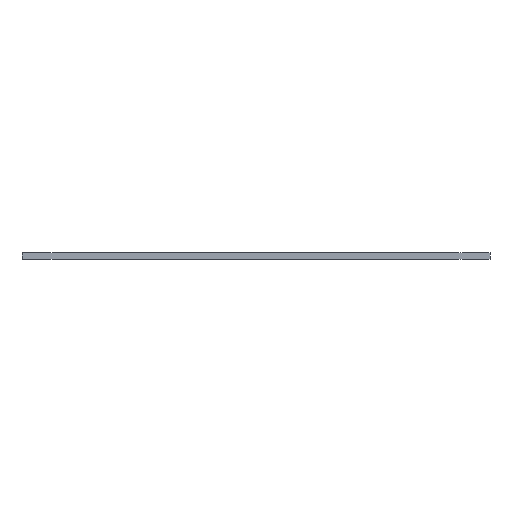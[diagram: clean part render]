
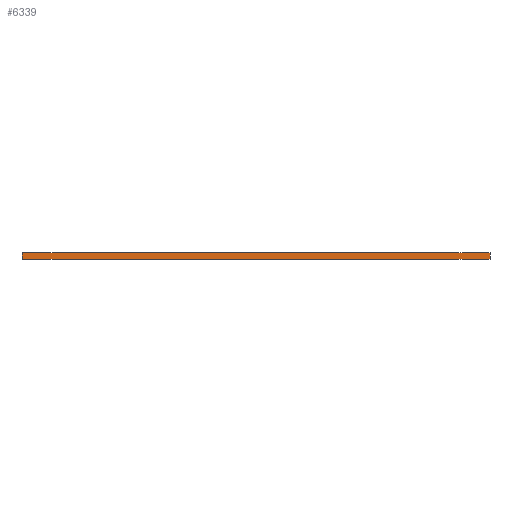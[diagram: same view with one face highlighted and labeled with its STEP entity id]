
A CAD part, front view. The second image highlights one B-rep face of the part: STEP entity #6339.
In plain terms, the highlighted planar face has unit normal (0, -1, 0).
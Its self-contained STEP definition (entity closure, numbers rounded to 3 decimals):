
#32 = PLANE('',#33);
#33 = AXIS2_PLACEMENT_3D('',#34,#35,#36);
#34 = CARTESIAN_POINT('',(202.,166.299,0.));
#35 = DIRECTION('',(-0.,-0.,-1.));
#36 = DIRECTION('',(-1.,0.,0.));
#973 = VERTEX_POINT('',#974);
#974 = CARTESIAN_POINT('',(-0.,0.,0.));
#990 = PLANE('',#991);
#991 = AXIS2_PLACEMENT_3D('',#992,#993,#994);
#992 = CARTESIAN_POINT('',(0.,0.,0.));
#993 = DIRECTION('',(-1.,0.,0.));
#994 = DIRECTION('',(0.,1.,0.));
#2151 = VERTEX_POINT('',#2152);
#2152 = CARTESIAN_POINT('',(404.,0.,0.));
#2166 = PLANE('',#2167);
#2167 = AXIS2_PLACEMENT_3D('',#2168,#2169,#2170);
#2168 = CARTESIAN_POINT('',(404.,0.,0.));
#2169 = DIRECTION('',(1.,0.,0.));
#2170 = DIRECTION('',(0.,-1.,-0.));
#2178 = EDGE_CURVE('',#2151,#973,#2179,.T.);
#2179 = SURFACE_CURVE('',#2180,(#2184,#2191),.PCURVE_S1.);
#2180 = LINE('',#2181,#2182);
#2181 = CARTESIAN_POINT('',(404.,0.,0.));
#2182 = VECTOR('',#2183,1.);
#2183 = DIRECTION('',(-1.,0.,0.));
#2184 = PCURVE('',#32,#2185);
#2185 = DEFINITIONAL_REPRESENTATION('',(#2186),#2190);
#2186 = LINE('',#2187,#2188);
#2187 = CARTESIAN_POINT('',(-202.,-166.299));
#2188 = VECTOR('',#2189,1.);
#2189 = DIRECTION('',(1.,0.));
#2190 = ( GEOMETRIC_REPRESENTATION_CONTEXT(2) 
PARAMETRIC_REPRESENTATION_CONTEXT() REPRESENTATION_CONTEXT('2D SPACE',''
  ) );
#2191 = PCURVE('',#2192,#2197);
#2192 = PLANE('',#2193);
#2193 = AXIS2_PLACEMENT_3D('',#2194,#2195,#2196);
#2194 = CARTESIAN_POINT('',(202.,0.,3.));
#2195 = DIRECTION('',(0.,-1.,-0.));
#2196 = DIRECTION('',(-1.,0.,0.));
#2197 = DEFINITIONAL_REPRESENTATION('',(#2198),#2202);
#2198 = LINE('',#2199,#2200);
#2199 = CARTESIAN_POINT('',(-202.,3.));
#2200 = VECTOR('',#2201,1.);
#2201 = DIRECTION('',(1.,0.));
#2202 = ( GEOMETRIC_REPRESENTATION_CONTEXT(2) 
PARAMETRIC_REPRESENTATION_CONTEXT() REPRESENTATION_CONTEXT('2D SPACE',''
  ) );
#2633 = PLANE('',#2634);
#2634 = AXIS2_PLACEMENT_3D('',#2635,#2636,#2637);
#2635 = CARTESIAN_POINT('',(202.,166.299,6.));
#2636 = DIRECTION('',(0.,0.,1.));
#2637 = DIRECTION('',(1.,0.,0.));
#4214 = EDGE_CURVE('',#973,#4215,#4217,.T.);
#4215 = VERTEX_POINT('',#4216);
#4216 = CARTESIAN_POINT('',(-0.,0.,6.));
#4217 = SURFACE_CURVE('',#4218,(#4222,#4229),.PCURVE_S1.);
#4218 = LINE('',#4219,#4220);
#4219 = CARTESIAN_POINT('',(0.,0.,0.));
#4220 = VECTOR('',#4221,1.);
#4221 = DIRECTION('',(0.,0.,1.));
#4222 = PCURVE('',#990,#4223);
#4223 = DEFINITIONAL_REPRESENTATION('',(#4224),#4228);
#4224 = LINE('',#4225,#4226);
#4225 = CARTESIAN_POINT('',(0.,0.));
#4226 = VECTOR('',#4227,1.);
#4227 = DIRECTION('',(0.,-1.));
#4228 = ( GEOMETRIC_REPRESENTATION_CONTEXT(2) 
PARAMETRIC_REPRESENTATION_CONTEXT() REPRESENTATION_CONTEXT('2D SPACE',''
  ) );
#4229 = PCURVE('',#2192,#4230);
#4230 = DEFINITIONAL_REPRESENTATION('',(#4231),#4235);
#4231 = LINE('',#4232,#4233);
#4232 = CARTESIAN_POINT('',(202.,3.));
#4233 = VECTOR('',#4234,1.);
#4234 = DIRECTION('',(0.,-1.));
#4235 = ( GEOMETRIC_REPRESENTATION_CONTEXT(2) 
PARAMETRIC_REPRESENTATION_CONTEXT() REPRESENTATION_CONTEXT('2D SPACE',''
  ) );
#6294 = EDGE_CURVE('',#2151,#6295,#6297,.T.);
#6295 = VERTEX_POINT('',#6296);
#6296 = CARTESIAN_POINT('',(404.,0.,6.));
#6297 = SURFACE_CURVE('',#6298,(#6302,#6309),.PCURVE_S1.);
#6298 = LINE('',#6299,#6300);
#6299 = CARTESIAN_POINT('',(404.,0.,0.));
#6300 = VECTOR('',#6301,1.);
#6301 = DIRECTION('',(0.,0.,1.));
#6302 = PCURVE('',#2166,#6303);
#6303 = DEFINITIONAL_REPRESENTATION('',(#6304),#6308);
#6304 = LINE('',#6305,#6306);
#6305 = CARTESIAN_POINT('',(-0.,-0.));
#6306 = VECTOR('',#6307,1.);
#6307 = DIRECTION('',(-0.,-1.));
#6308 = ( GEOMETRIC_REPRESENTATION_CONTEXT(2) 
PARAMETRIC_REPRESENTATION_CONTEXT() REPRESENTATION_CONTEXT('2D SPACE',''
  ) );
#6309 = PCURVE('',#2192,#6310);
#6310 = DEFINITIONAL_REPRESENTATION('',(#6311),#6315);
#6311 = LINE('',#6312,#6313);
#6312 = CARTESIAN_POINT('',(-202.,3.));
#6313 = VECTOR('',#6314,1.);
#6314 = DIRECTION('',(0.,-1.));
#6315 = ( GEOMETRIC_REPRESENTATION_CONTEXT(2) 
PARAMETRIC_REPRESENTATION_CONTEXT() REPRESENTATION_CONTEXT('2D SPACE',''
  ) );
#6339 = ADVANCED_FACE('',(#6340),#2192,.T.);
#6340 = FACE_BOUND('',#6341,.T.);
#6341 = EDGE_LOOP('',(#6342,#6343,#6344,#6345));
#6342 = ORIENTED_EDGE('',*,*,#4214,.F.);
#6343 = ORIENTED_EDGE('',*,*,#2178,.F.);
#6344 = ORIENTED_EDGE('',*,*,#6294,.T.);
#6345 = ORIENTED_EDGE('',*,*,#6346,.F.);
#6346 = EDGE_CURVE('',#4215,#6295,#6347,.T.);
#6347 = SURFACE_CURVE('',#6348,(#6352,#6359),.PCURVE_S1.);
#6348 = LINE('',#6349,#6350);
#6349 = CARTESIAN_POINT('',(0.,0.,6.));
#6350 = VECTOR('',#6351,1.);
#6351 = DIRECTION('',(1.,0.,0.));
#6352 = PCURVE('',#2192,#6353);
#6353 = DEFINITIONAL_REPRESENTATION('',(#6354),#6358);
#6354 = LINE('',#6355,#6356);
#6355 = CARTESIAN_POINT('',(202.,-3.));
#6356 = VECTOR('',#6357,1.);
#6357 = DIRECTION('',(-1.,0.));
#6358 = ( GEOMETRIC_REPRESENTATION_CONTEXT(2) 
PARAMETRIC_REPRESENTATION_CONTEXT() REPRESENTATION_CONTEXT('2D SPACE',''
  ) );
#6359 = PCURVE('',#2633,#6360);
#6360 = DEFINITIONAL_REPRESENTATION('',(#6361),#6365);
#6361 = LINE('',#6362,#6363);
#6362 = CARTESIAN_POINT('',(-202.,-166.299));
#6363 = VECTOR('',#6364,1.);
#6364 = DIRECTION('',(1.,-0.));
#6365 = ( GEOMETRIC_REPRESENTATION_CONTEXT(2) 
PARAMETRIC_REPRESENTATION_CONTEXT() REPRESENTATION_CONTEXT('2D SPACE',''
  ) );
